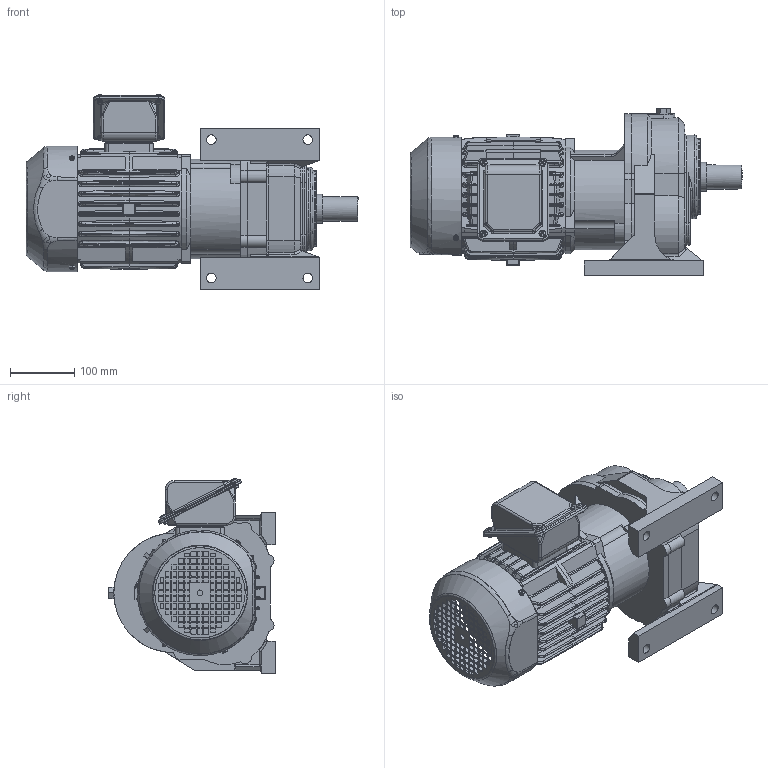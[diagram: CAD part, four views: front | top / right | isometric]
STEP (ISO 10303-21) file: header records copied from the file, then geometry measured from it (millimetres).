
FILE_DESCRIPTION (( 'STEP AP214' ), '1' );
FILE_NAME ('EK2DO07663H001_F1HM_1.5KW_R5_CUSTOMER.STEP', '2022-08-11T01:14:40', ( 'Windows 餌辨濠' ), ( '' ), 'SwSTEP 2.0', 'SolidWorks 2021', '' );
FILE_SCHEMA (( 'AUTOMOTIVE_DESIGN' ));
Length unit declared in the file: millimetre
Products named in the file (1): EK2DO07663H001_F1HM_1.5KW_R5_CUSTOMER
Bounding box: 516 x 259 x 302.46 mm (x, y, z)
Volume: 11554222.5 mm3; surface area: 846122.7 mm2
Topology: 16 solids, 18 shells, 2658 faces, 6986 edges, 4380 vertices
Faces by surface type: plane 1062, cylinder 1040, bspline 501, cone 55
Full cylindrical faces by diameter (mm): 4.917 x4, 5 x3, 6 x8, 6.647 x6, 7 x8, 8 x12, 9 x1, 10 x2, 10.5 x4, 12 x2, 15 x4, 20 x1, 38 x1, 40 x1, 45 x2, 118 x1, 130 x1, 161 x2
Entity records: 131928 total; most frequent: CARTESIAN_POINT 40276, ORIENTED_EDGE 13700, DIRECTION 11866, EDGE_CURVE 6850, VERTEX_POINT 4356, AXIS2_PLACEMENT_3D 4133, LINE 3600, VECTOR 3600
